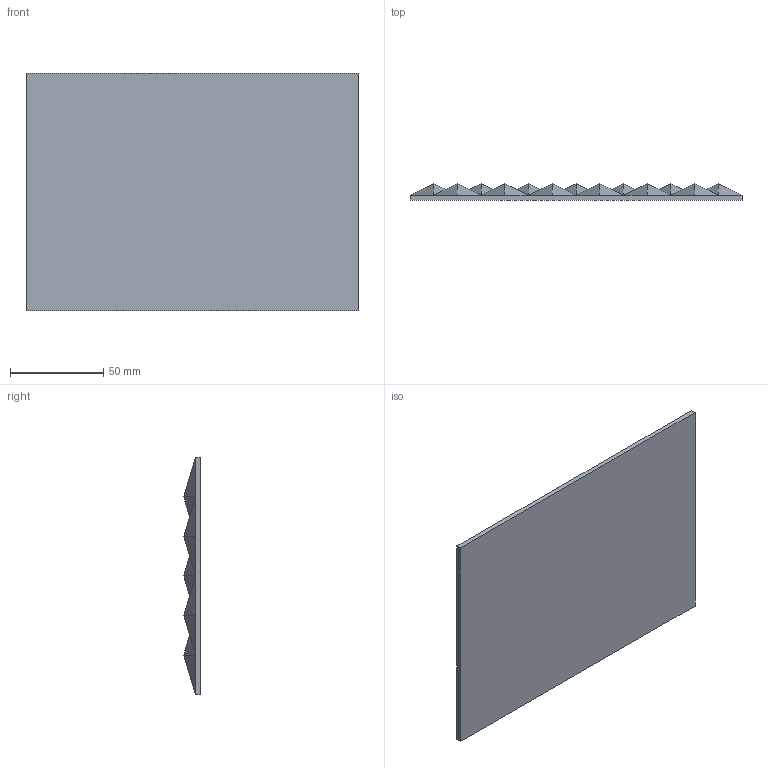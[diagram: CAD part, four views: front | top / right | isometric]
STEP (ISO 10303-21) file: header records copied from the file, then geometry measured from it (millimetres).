
FILE_DESCRIPTION (( 'STEP AP203' ), '1' );
FILE_NAME ('Diamond grid sample.STEP', '2017-06-08T19:42:31', ( 'itdept' ), ( '' ), 'SwSTEP 2.0', 'SolidWorks 2016', '' );
FILE_SCHEMA (( 'CONFIG_CONTROL_DESIGN' ));
Length unit declared in the file: inch
Products named in the file (1): Diamond grid sample
Bounding box: 177.8 x 8.83 x 127 mm (x, y, z)
Volume: 93411.6 mm3; surface area: 49371.1 mm2
Topology: 1 solids, 1 shells, 149 faces, 236 edges, 89 vertices
Faces by surface type: plane 149
Entity records: 3109 total; most frequent: DIRECTION 536, CARTESIAN_POINT 475, ORIENTED_EDGE 472, EDGE_CURVE 236, VECTOR 236, LINE 236, AXIS2_PLACEMENT_3D 150, FACE_OUTER_BOUND 149
